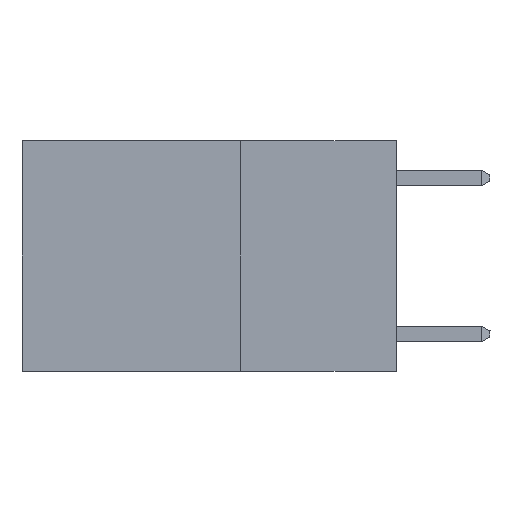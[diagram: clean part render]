
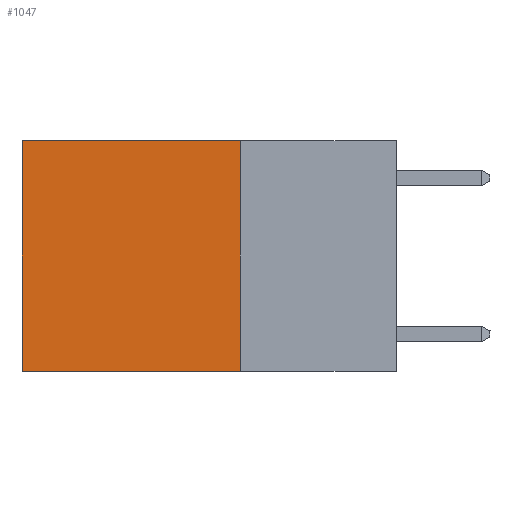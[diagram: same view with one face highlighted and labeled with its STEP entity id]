
A CAD part, left-side view. The second image highlights one B-rep face of the part: STEP entity #1047.
In plain terms, the highlighted planar face has unit normal (-1, 0, 0).
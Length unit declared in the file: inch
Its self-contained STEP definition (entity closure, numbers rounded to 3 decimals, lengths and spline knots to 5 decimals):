
#134 = ORIENTED_EDGE ( 'NONE', *, *, #3307, .T. ) ;
#327 = EDGE_LOOP ( 'NONE', ( #1528, #3356, #3696, #134 ) ) ;
#536 = VERTEX_POINT ( 'NONE', #2349 ) ;
#972 = VECTOR ( 'NONE', #2332, 39.37008 ) ;
#1047 = ADVANCED_FACE ( 'NONE', ( #2049 ), #1048, .F. ) ;
#1048 = PLANE ( 'NONE',  #2651 ) ;
#1178 = EDGE_CURVE ( 'NONE', #1814, #8272, #9026, .T. ) ;
#1528 = ORIENTED_EDGE ( 'NONE', *, *, #1178, .T. ) ;
#1814 = VERTEX_POINT ( 'NONE', #7937 ) ;
#1821 = VECTOR ( 'NONE', #5091, 39.37008 ) ;
#1873 = LINE ( 'NONE', #2842, #5741 ) ;
#2049 = FACE_OUTER_BOUND ( 'NONE', #327, .T. ) ;
#2332 = DIRECTION ( 'NONE',  ( 0., 1., 0. ) ) ;
#2349 = CARTESIAN_POINT ( 'NONE',  ( 0.2625, 0.25, -0.37 ) ) ;
#2642 = VERTEX_POINT ( 'NONE', #2822 ) ;
#2651 = AXIS2_PLACEMENT_3D ( 'NONE', #8560, #6290, #4870 ) ;
#2822 = CARTESIAN_POINT ( 'NONE',  ( 0.2625, 0.25, 0. ) ) ;
#2842 = CARTESIAN_POINT ( 'NONE',  ( 0.2625, 0.25, 0. ) ) ;
#3066 = LINE ( 'NONE', #7549, #972 ) ;
#3307 = EDGE_CURVE ( 'NONE', #2642, #1814, #1873, .T. ) ;
#3356 = ORIENTED_EDGE ( 'NONE', *, *, #5699, .F. ) ;
#3696 = ORIENTED_EDGE ( 'NONE', *, *, #6824, .F. ) ;
#4870 = DIRECTION ( 'NONE',  ( 0., 0., -1. ) ) ;
#5091 = DIRECTION ( 'NONE',  ( 0., 0., -1. ) ) ;
#5186 = DIRECTION ( 'NONE',  ( 0., 1., 0. ) ) ;
#5210 = VECTOR ( 'NONE', #8393, 39.37008 ) ;
#5231 = CARTESIAN_POINT ( 'NONE',  ( 0.2625, 0.6, 0. ) ) ;
#5699 = EDGE_CURVE ( 'NONE', #536, #8272, #3066, .T. ) ;
#5741 = VECTOR ( 'NONE', #5186, 39.37008 ) ;
#6078 = CARTESIAN_POINT ( 'NONE',  ( 0.2625, 0.6, -0.37 ) ) ;
#6290 = DIRECTION ( 'NONE',  ( 1., 0., 0. ) ) ;
#6824 = EDGE_CURVE ( 'NONE', #2642, #536, #9462, .T. ) ;
#7549 = CARTESIAN_POINT ( 'NONE',  ( 0.2625, 0.25, -0.37 ) ) ;
#7937 = CARTESIAN_POINT ( 'NONE',  ( 0.2625, 0.6, 0. ) ) ;
#8272 = VERTEX_POINT ( 'NONE', #6078 ) ;
#8393 = DIRECTION ( 'NONE',  ( 0., 0., -1. ) ) ;
#8560 = CARTESIAN_POINT ( 'NONE',  ( 0.2625, 0.25, 0. ) ) ;
#9026 = LINE ( 'NONE', #5231, #5210 ) ;
#9371 = CARTESIAN_POINT ( 'NONE',  ( 0.2625, 0.25, 0. ) ) ;
#9462 = LINE ( 'NONE', #9371, #1821 ) ;
